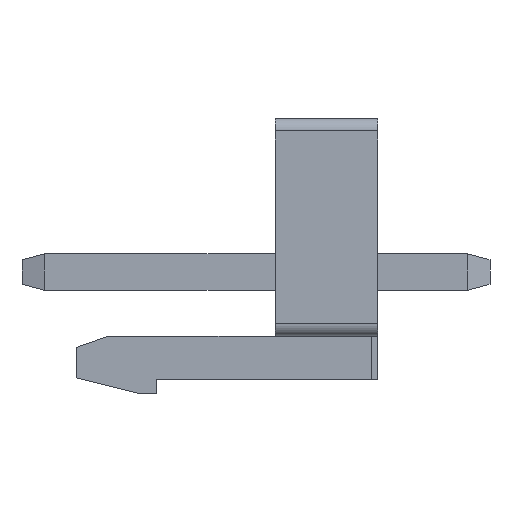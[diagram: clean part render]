
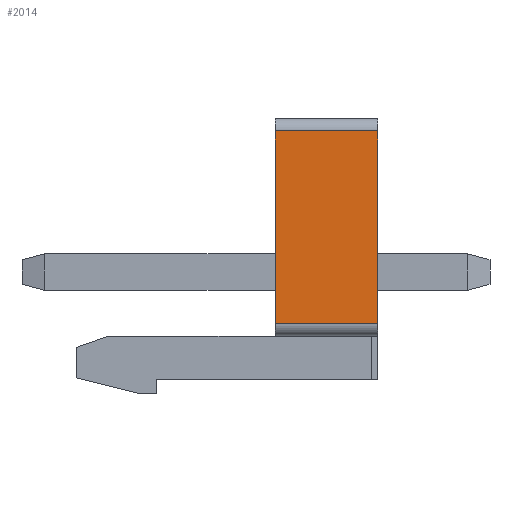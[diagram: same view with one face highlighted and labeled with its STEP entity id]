
A CAD part, left-side view. The second image highlights one B-rep face of the part: STEP entity #2014.
In plain terms, the highlighted planar face has unit normal (-1, 0, 0).
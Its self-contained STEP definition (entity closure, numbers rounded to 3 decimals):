
#1784 = VERTEX_POINT('',#1785);
#1785 = CARTESIAN_POINT('',(-11.85,3.2,-1.6));
#1797 = VERTEX_POINT('',#1798);
#1798 = CARTESIAN_POINT('',(-11.85,3.2,4.4));
#1805 = EDGE_CURVE('',#1784,#1797,#1806,.T.);
#1806 = LINE('',#1807,#1808);
#1807 = CARTESIAN_POINT('',(-11.85,3.2,4.4));
#1808 = VECTOR('',#1809,1.);
#1809 = DIRECTION('',(0.,0.,1.));
#1854 = VERTEX_POINT('',#1855);
#1855 = CARTESIAN_POINT('',(-11.85,0.,4.4));
#1864 = EDGE_CURVE('',#1797,#1854,#1865,.T.);
#1865 = LINE('',#1866,#1867);
#1866 = CARTESIAN_POINT('',(-11.85,3.2,4.4));
#1867 = VECTOR('',#1868,1.);
#1868 = DIRECTION('',(-0.,-1.,-0.));
#1881 = EDGE_CURVE('',#1882,#1854,#1884,.T.);
#1882 = VERTEX_POINT('',#1883);
#1883 = CARTESIAN_POINT('',(-11.85,0.,-1.6));
#1884 = LINE('',#1885,#1886);
#1885 = CARTESIAN_POINT('',(-11.85,0.,4.4));
#1886 = VECTOR('',#1887,1.);
#1887 = DIRECTION('',(0.,0.,1.));
#2002 = EDGE_CURVE('',#1784,#1882,#2003,.T.);
#2003 = LINE('',#2004,#2005);
#2004 = CARTESIAN_POINT('',(-11.85,3.2,-1.6));
#2005 = VECTOR('',#2006,1.);
#2006 = DIRECTION('',(-0.,-1.,-0.));
#2014 = ADVANCED_FACE('',(#2015),#2021,.F.);
#2015 = FACE_BOUND('',#2016,.T.);
#2016 = EDGE_LOOP('',(#2017,#2018,#2019,#2020));
#2017 = ORIENTED_EDGE('',*,*,#1881,.T.);
#2018 = ORIENTED_EDGE('',*,*,#1864,.F.);
#2019 = ORIENTED_EDGE('',*,*,#1805,.F.);
#2020 = ORIENTED_EDGE('',*,*,#2002,.T.);
#2021 = PLANE('',#2022);
#2022 = AXIS2_PLACEMENT_3D('',#2023,#2024,#2025);
#2023 = CARTESIAN_POINT('',(-11.85,3.2,4.4));
#2024 = DIRECTION('',(1.,0.,0.));
#2025 = DIRECTION('',(0.,0.,-1.));
